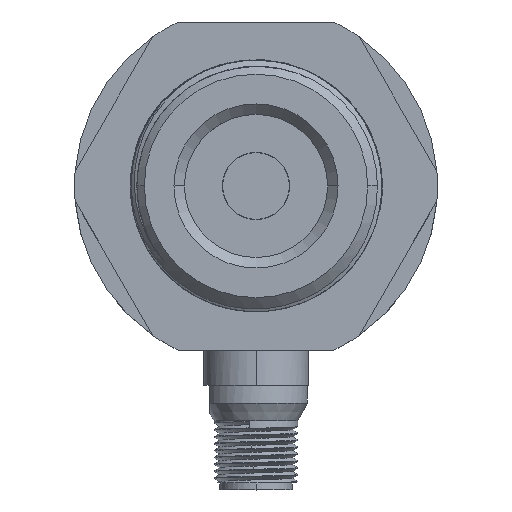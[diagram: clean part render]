
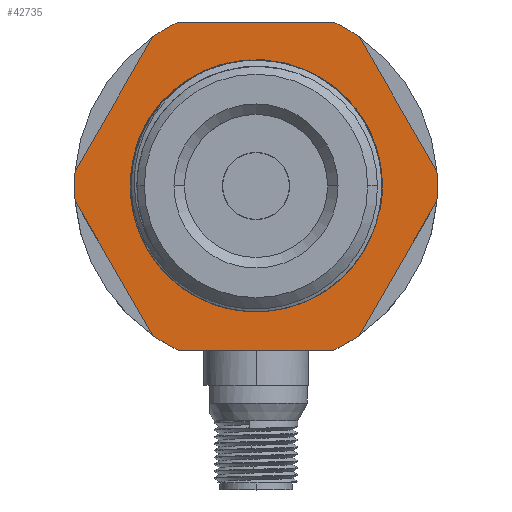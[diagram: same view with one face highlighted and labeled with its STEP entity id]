
A CAD part, top view. The second image highlights one B-rep face of the part: STEP entity #42735.
In plain terms, the highlighted planar face has unit normal (0, 0, 1).
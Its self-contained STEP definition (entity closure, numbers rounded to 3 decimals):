
#40369=CARTESIAN_POINT('',(0.,0.,9.));
#40370=DIRECTION('',(0.,0.,1.));
#40371=DIRECTION('',(-0.096,0.995,0.));
#40372=AXIS2_PLACEMENT_3D('',#40369,#40370,#40371);
#40374=CARTESIAN_POINT('',(-14.58,-10.733,9.));
#40375=CARTESIAN_POINT('',(-15.091,-10.004,9.));
#40376=CARTESIAN_POINT('',(-15.996,-8.489,9.));
#40377=CARTESIAN_POINT('',(-17.012,-6.03,9.));
#40378=CARTESIAN_POINT('',(-17.657,-3.431,9.));
#40379=CARTESIAN_POINT('',(-17.907,-0.804,9.));
#40380=CARTESIAN_POINT('',(-17.773,1.817,9.));
#40381=CARTESIAN_POINT('',(-17.249,4.406,9.));
#40382=CARTESIAN_POINT('',(-16.358,6.869,9.));
#40383=CARTESIAN_POINT('',(-15.127,9.154,9.));
#40384=CARTESIAN_POINT('',(-13.563,11.25,9.));
#40385=CARTESIAN_POINT('',(-11.703,13.09,9.));
#40386=CARTESIAN_POINT('',(-9.618,14.616,9.));
#40387=CARTESIAN_POINT('',(-7.332,15.82,9.));
#40388=CARTESIAN_POINT('',(-4.894,16.671,9.));
#40389=CARTESIAN_POINT('',(-3.226,16.988,9.));
#40390=CARTESIAN_POINT('',(-2.377,17.085,9.));
#40392=CARTESIAN_POINT('',(16.668,-7.067,9.));
#40393=CARTESIAN_POINT('',(16.365,-7.781,9.));
#40394=CARTESIAN_POINT('',(15.677,-9.154,9.));
#40395=CARTESIAN_POINT('',(14.388,-11.068,9.));
#40396=CARTESIAN_POINT('',(12.896,-12.774,9.));
#40397=CARTESIAN_POINT('',(11.207,-14.28,9.));
#40398=CARTESIAN_POINT('',(9.31,-15.584,9.));
#40399=CARTESIAN_POINT('',(7.207,-16.667,9.));
#40400=CARTESIAN_POINT('',(4.875,-17.498,9.));
#40401=CARTESIAN_POINT('',(2.304,-18.024,9.));
#40402=CARTESIAN_POINT('',(-0.381,-18.167,9.));
#40403=CARTESIAN_POINT('',(-3.062,-17.912,9.));
#40404=CARTESIAN_POINT('',(-5.693,-17.257,9.));
#40405=CARTESIAN_POINT('',(-8.118,-16.249,9.));
#40406=CARTESIAN_POINT('',(-10.204,-15.014,9.));
#40407=CARTESIAN_POINT('',(-11.932,-13.67,9.));
#40408=CARTESIAN_POINT('',(-13.387,-12.243,9.));
#40409=CARTESIAN_POINT('',(-14.206,-11.242,9.));
#40410=CARTESIAN_POINT('',(-14.58,-10.733,9.));
#40412=CARTESIAN_POINT('',(-1.653,17.171,9.));
#40413=CARTESIAN_POINT('',(-0.917,17.259,9.));
#40414=CARTESIAN_POINT('',(0.554,17.34,9.));
#40415=CARTESIAN_POINT('',(2.776,17.181,9.));
#40416=CARTESIAN_POINT('',(4.955,16.738,9.));
#40417=CARTESIAN_POINT('',(7.058,16.022,9.));
#40418=CARTESIAN_POINT('',(9.059,15.044,9.));
#40419=CARTESIAN_POINT('',(10.916,13.822,9.));
#40420=CARTESIAN_POINT('',(12.609,12.371,9.));
#40421=CARTESIAN_POINT('',(14.098,10.731,9.));
#40422=CARTESIAN_POINT('',(15.38,8.9,9.));
#40423=CARTESIAN_POINT('',(16.436,6.895,9.));
#40424=CARTESIAN_POINT('',(17.226,4.768,9.));
#40425=CARTESIAN_POINT('',(17.726,2.635,9.));
#40426=CARTESIAN_POINT('',(17.958,0.542,9.));
#40427=CARTESIAN_POINT('',(17.949,-1.448,9.));
#40428=CARTESIAN_POINT('',(17.734,-3.369,9.));
#40429=CARTESIAN_POINT('',(17.318,-5.248,9.));
#40430=CARTESIAN_POINT('',(16.907,-6.466,9.));
#40431=CARTESIAN_POINT('',(16.668,-7.067,9.));
#40433=DIRECTION('',(-0.5,-0.866,0.));
#40434=VECTOR('',#40433,22.249);
#40435=CARTESIAN_POINT('',(-14.789,21.384,9.));
#40436=LINE('',#40435,#40434);
#40437=CARTESIAN_POINT('',(0.,0.,9.));
#40438=DIRECTION('',(0.,0.,-1.));
#40439=DIRECTION('',(-0.569,0.822,0.));
#40440=AXIS2_PLACEMENT_3D('',#40437,#40438,#40439);
#40442=DIRECTION('',(-1.,0.,0.));
#40443=VECTOR('',#40442,22.249);
#40444=CARTESIAN_POINT('',(11.124,23.5,9.));
#40445=LINE('',#40444,#40443);
#40446=CARTESIAN_POINT('',(0.,0.,9.));
#40447=DIRECTION('',(0.,0.,-1.));
#40448=DIRECTION('',(0.428,0.904,0.));
#40449=AXIS2_PLACEMENT_3D('',#40446,#40447,#40448);
#40451=DIRECTION('',(-0.5,0.866,0.));
#40452=VECTOR('',#40451,22.249);
#40453=CARTESIAN_POINT('',(25.914,2.116,9.));
#40454=LINE('',#40453,#40452);
#40455=DIRECTION('',(0.5,0.866,0.));
#40456=VECTOR('',#40455,22.249);
#40457=CARTESIAN_POINT('',(14.789,-21.384,9.));
#40458=LINE('',#40457,#40456);
#40459=CARTESIAN_POINT('',(0.,0.,9.));
#40460=DIRECTION('',(0.,0.,-1.));
#40461=DIRECTION('',(0.569,-0.822,0.));
#40462=AXIS2_PLACEMENT_3D('',#40459,#40460,#40461);
#40464=DIRECTION('',(1.,0.,0.));
#40465=VECTOR('',#40464,22.249);
#40466=CARTESIAN_POINT('',(-11.124,-23.5,9.));
#40467=LINE('',#40466,#40465);
#40468=CARTESIAN_POINT('',(0.,0.,9.));
#40469=DIRECTION('',(0.,0.,-1.));
#40470=DIRECTION('',(-0.428,-0.904,0.));
#40471=AXIS2_PLACEMENT_3D('',#40468,#40469,#40470);
#40473=DIRECTION('',(0.5,-0.866,0.));
#40474=VECTOR('',#40473,22.249);
#40475=CARTESIAN_POINT('',(-25.914,-2.116,9.));
#40476=LINE('',#40475,#40474);
#40543=CARTESIAN_POINT('',(0.,0.,9.));
#40544=DIRECTION('',(0.,0.,1.));
#40545=DIRECTION('',(-0.997,0.081,0.));
#40546=AXIS2_PLACEMENT_3D('',#40543,#40544,#40545);
#40558=CARTESIAN_POINT('',(0.,0.,9.));
#40559=DIRECTION('',(0.,0.,1.));
#40560=DIRECTION('',(0.997,-0.081,0.));
#40561=AXIS2_PLACEMENT_3D('',#40558,#40559,#40560);
#40671=CARTESIAN_POINT('',(-1.653,17.171,9.));
#40672=CARTESIAN_POINT('',(-2.377,17.085,9.));
#40673=VERTEX_POINT('',#40671);
#40674=VERTEX_POINT('',#40672);
#40675=VERTEX_POINT('',#40374);
#40676=VERTEX_POINT('',#40431);
#40697=CARTESIAN_POINT('',(-14.789,21.384,9.));
#40698=CARTESIAN_POINT('',(-11.124,23.5,9.));
#40699=VERTEX_POINT('',#40697);
#40700=VERTEX_POINT('',#40698);
#40701=CARTESIAN_POINT('',(11.124,23.5,9.));
#40702=CARTESIAN_POINT('',(14.789,21.384,9.));
#40703=VERTEX_POINT('',#40701);
#40704=VERTEX_POINT('',#40702);
#40705=CARTESIAN_POINT('',(14.789,-21.384,9.));
#40706=CARTESIAN_POINT('',(11.124,-23.5,9.));
#40707=VERTEX_POINT('',#40705);
#40708=VERTEX_POINT('',#40706);
#40709=CARTESIAN_POINT('',(-11.124,-23.5,9.));
#40710=CARTESIAN_POINT('',(-14.789,-21.384,9.));
#40711=VERTEX_POINT('',#40709);
#40712=VERTEX_POINT('',#40710);
#40713=CARTESIAN_POINT('',(-25.914,2.116,9.));
#40715=VERTEX_POINT('',#40713);
#40717=CARTESIAN_POINT('',(-25.914,-2.116,9.));
#40719=VERTEX_POINT('',#40717);
#40721=CARTESIAN_POINT('',(25.914,-2.116,9.));
#40723=VERTEX_POINT('',#40721);
#40725=CARTESIAN_POINT('',(25.914,2.116,9.));
#40727=VERTEX_POINT('',#40725);
#42697=CARTESIAN_POINT('',(0.,0.,9.));
#42698=DIRECTION('',(0.,0.,1.));
#42699=DIRECTION('',(1.,0.,0.));
#42700=AXIS2_PLACEMENT_3D('',#42697,#42698,#42699);
#42701=PLANE('',#42700);
#42703=ORIENTED_EDGE('',*,*,#42702,.F.);
#42705=ORIENTED_EDGE('',*,*,#42704,.F.);
#42707=ORIENTED_EDGE('',*,*,#42706,.T.);
#42709=ORIENTED_EDGE('',*,*,#42708,.F.);
#42711=ORIENTED_EDGE('',*,*,#42710,.T.);
#42713=ORIENTED_EDGE('',*,*,#42712,.F.);
#42715=ORIENTED_EDGE('',*,*,#42714,.F.);
#42717=ORIENTED_EDGE('',*,*,#42716,.F.);
#42719=ORIENTED_EDGE('',*,*,#42718,.T.);
#42721=ORIENTED_EDGE('',*,*,#42720,.F.);
#42723=ORIENTED_EDGE('',*,*,#42722,.T.);
#42725=ORIENTED_EDGE('',*,*,#42724,.F.);
#42726=EDGE_LOOP('',(#42703,#42705,#42707,#42709,#42711,#42713,#42715,#42717,
#42719,#42721,#42723,#42725));
#42727=FACE_OUTER_BOUND('',#42726,.F.);
#42728=ORIENTED_EDGE('',*,*,#41599,.T.);
#42729=ORIENTED_EDGE('',*,*,#42685,.F.);
#42730=ORIENTED_EDGE('',*,*,#42455,.F.);
#42732=ORIENTED_EDGE('',*,*,#42731,.F.);
#42733=EDGE_LOOP('',(#42728,#42729,#42730,#42732));
#42734=FACE_BOUND('',#42733,.F.);
#42735=ADVANCED_FACE('',(#42727,#42734),#42701,.T.);
#40373=CIRCLE('',#40372,17.25);
#40391=B_SPLINE_CURVE_WITH_KNOTS('',3,(#40374,#40375,#40376,#40377,#40378,
#40379,#40380,#40381,#40382,#40383,#40384,#40385,#40386,#40387,#40388,#40389,
#40390),.UNSPECIFIED.,.F.,.F.,(4,1,1,1,1,1,1,1,1,1,1,1,1,1,4),(0.,
0.071,0.143,0.214,0.286,
0.357,0.429,0.5,0.571,0.643,
0.714,0.786,0.857,0.929,1.),
.UNSPECIFIED.);
#40411=B_SPLINE_CURVE_WITH_KNOTS('',3,(#40392,#40393,#40394,#40395,#40396,
#40397,#40398,#40399,#40400,#40401,#40402,#40403,#40404,#40405,#40406,#40407,
#40408,#40409,#40410),.UNSPECIFIED.,.F.,.F.,(4,1,1,1,1,1,1,1,1,1,1,1,1,1,1,1,4),
(0.,0.063,0.125,0.188,0.25,0.313,0.375,0.438,0.5,0.563,
0.625,0.688,0.75,0.813,0.875,0.938,1.),.UNSPECIFIED.);
#40432=B_SPLINE_CURVE_WITH_KNOTS('',3,(#40412,#40413,#40414,#40415,#40416,
#40417,#40418,#40419,#40420,#40421,#40422,#40423,#40424,#40425,#40426,#40427,
#40428,#40429,#40430,#40431),.UNSPECIFIED.,.F.,.F.,(4,1,1,1,1,1,1,1,1,1,1,1,1,1,
1,1,1,4),(0.,0.059,0.118,0.176,
0.235,0.294,0.353,0.412,
0.471,0.529,0.588,0.647,
0.706,0.765,0.824,0.882,
0.941,1.),.UNSPECIFIED.);
#40441=CIRCLE('',#40440,26.);
#40450=CIRCLE('',#40449,26.);
#40463=CIRCLE('',#40462,26.);
#40472=CIRCLE('',#40471,26.);
#40547=CIRCLE('',#40546,26.);
#40562=CIRCLE('',#40561,26.);
#41599=EDGE_CURVE('',#40673,#40674,#40373,.T.);
#42455=EDGE_CURVE('',#40676,#40675,#40411,.T.);
#42685=EDGE_CURVE('',#40675,#40674,#40391,.T.);
#42702=EDGE_CURVE('',#40715,#40719,#40547,.T.);
#42704=EDGE_CURVE('',#40699,#40715,#40436,.T.);
#42706=EDGE_CURVE('',#40699,#40700,#40441,.T.);
#42708=EDGE_CURVE('',#40703,#40700,#40445,.T.);
#42710=EDGE_CURVE('',#40703,#40704,#40450,.T.);
#42712=EDGE_CURVE('',#40727,#40704,#40454,.T.);
#42714=EDGE_CURVE('',#40723,#40727,#40562,.T.);
#42716=EDGE_CURVE('',#40707,#40723,#40458,.T.);
#42718=EDGE_CURVE('',#40707,#40708,#40463,.T.);
#42720=EDGE_CURVE('',#40711,#40708,#40467,.T.);
#42722=EDGE_CURVE('',#40711,#40712,#40472,.T.);
#42724=EDGE_CURVE('',#40719,#40712,#40476,.T.);
#42731=EDGE_CURVE('',#40673,#40676,#40432,.T.);
